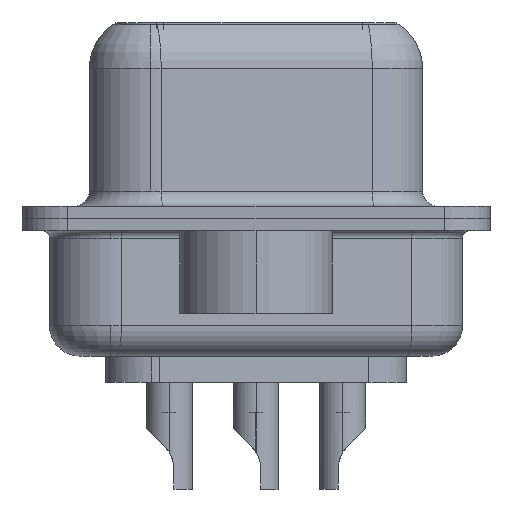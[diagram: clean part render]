
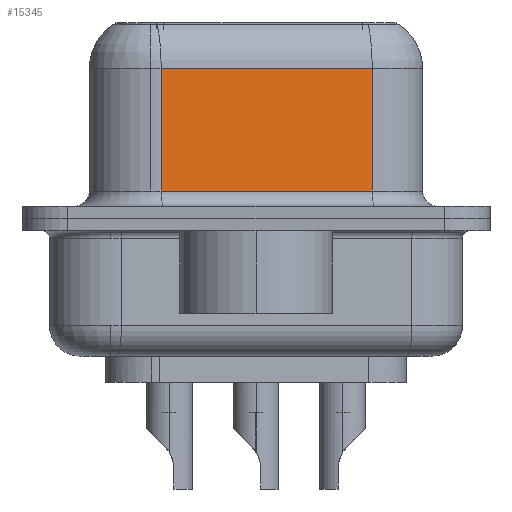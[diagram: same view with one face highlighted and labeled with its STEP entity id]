
A CAD part, left-side view. The second image highlights one B-rep face of the part: STEP entity #15345.
In plain terms, the highlighted planar face has unit normal (-0.985, -0.174, 0).
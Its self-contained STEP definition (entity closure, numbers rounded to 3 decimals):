
#1075 = CARTESIAN_POINT ( 'NONE',  ( 5.647, -3.797, 0.9 ) ) ;
#1599 = CARTESIAN_POINT ( 'NONE',  ( 5.647, -3.797, 4.9 ) ) ;
#1808 = CARTESIAN_POINT ( 'NONE',  ( 5.647, -3.797, 6.65 ) ) ;
#2992 = DIRECTION ( 'NONE',  ( -0.174, 0.985, 0. ) ) ;
#3160 = ORIENTED_EDGE ( 'NONE', *, *, #3173, .T. ) ;
#3162 = PLANE ( 'NONE',  #10440 ) ;
#3173 = EDGE_CURVE ( 'NONE', #7849, #23649, #6659, .T. ) ;
#5531 = VECTOR ( 'NONE', #22318, 1000. ) ;
#6659 = LINE ( 'NONE', #1075, #7754 ) ;
#6837 = EDGE_LOOP ( 'NONE', ( #30450, #30931, #19768, #3160 ) ) ;
#6864 = LINE ( 'NONE', #17126, #5531 ) ;
#7754 = VECTOR ( 'NONE', #11377, 1000. ) ;
#7849 = VERTEX_POINT ( 'NONE', #33174 ) ;
#8599 = CARTESIAN_POINT ( 'NONE',  ( 5.647, -3.797, 4.9 ) ) ;
#8655 = VECTOR ( 'NONE', #12902, 1000. ) ;
#9407 = LINE ( 'NONE', #1808, #8655 ) ;
#10408 = DIRECTION ( 'NONE',  ( 0.985, 0.174, 0. ) ) ;
#10440 = AXIS2_PLACEMENT_3D ( 'NONE', #15632, #10408, #2992 ) ;
#10744 = FACE_OUTER_BOUND ( 'NONE', #6837, .T. ) ;
#11161 = CARTESIAN_POINT ( 'NONE',  ( 4.43, 3.103, 4.9 ) ) ;
#11377 = DIRECTION ( 'NONE',  ( 0.174, -0.985, 0. ) ) ;
#12902 = DIRECTION ( 'NONE',  ( 0., 0., -1. ) ) ;
#13972 = LINE ( 'NONE', #8599, #18629 ) ;
#15345 = ADVANCED_FACE ( 'NONE', ( #10744 ), #3162, .F. ) ;
#15632 = CARTESIAN_POINT ( 'NONE',  ( 5.647, -3.797, 6.65 ) ) ;
#17126 = CARTESIAN_POINT ( 'NONE',  ( 4.43, 3.103, 6.65 ) ) ;
#18629 = VECTOR ( 'NONE', #26747, 1000. ) ;
#18941 = EDGE_CURVE ( 'NONE', #23815, #29438, #13972, .T. ) ;
#19768 = ORIENTED_EDGE ( 'NONE', *, *, #25023, .T. ) ;
#22188 = EDGE_CURVE ( 'NONE', #23815, #23649, #9407, .T. ) ;
#22318 = DIRECTION ( 'NONE',  ( 0., 0., -1. ) ) ;
#23649 = VERTEX_POINT ( 'NONE', #26858 ) ;
#23815 = VERTEX_POINT ( 'NONE', #1599 ) ;
#25023 = EDGE_CURVE ( 'NONE', #29438, #7849, #6864, .T. ) ;
#26747 = DIRECTION ( 'NONE',  ( -0.174, 0.985, 0. ) ) ;
#26858 = CARTESIAN_POINT ( 'NONE',  ( 5.647, -3.797, 0.9 ) ) ;
#29438 = VERTEX_POINT ( 'NONE', #11161 ) ;
#30450 = ORIENTED_EDGE ( 'NONE', *, *, #22188, .F. ) ;
#30931 = ORIENTED_EDGE ( 'NONE', *, *, #18941, .T. ) ;
#33174 = CARTESIAN_POINT ( 'NONE',  ( 4.43, 3.103, 0.9 ) ) ;
